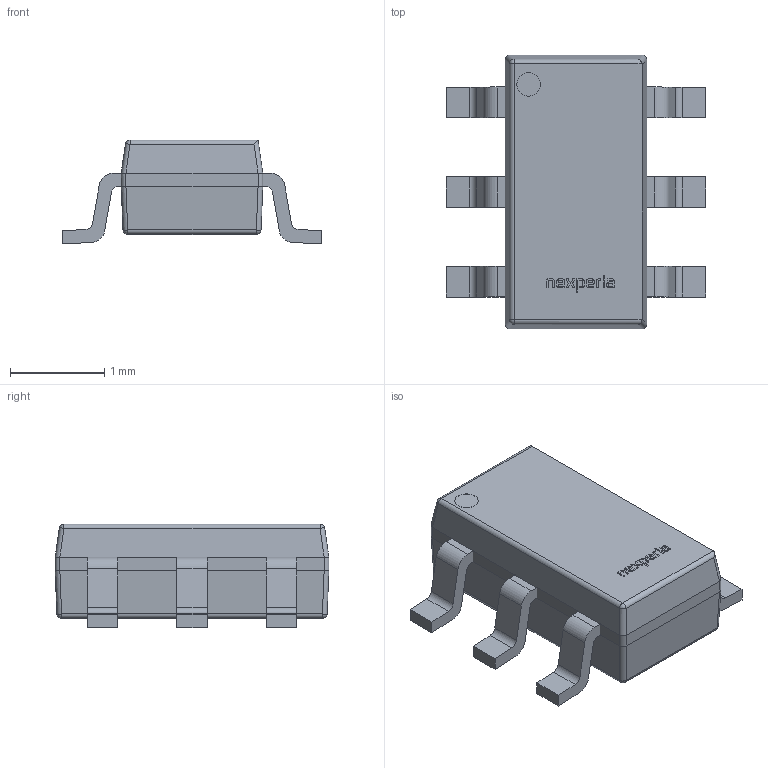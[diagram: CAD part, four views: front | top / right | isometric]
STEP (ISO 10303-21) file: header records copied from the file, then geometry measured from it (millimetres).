
FILE_DESCRIPTION(/* description */ (''),/* implementation_level */ '2;1');
FILE_NAME(/* name */ 'SOT23-6.stp',/* time_stamp */ '2020-01-07T23:00:14+02:00',/* author */ ('Khaled'),/* organization */ (''),/* preprocessor_version */ 'ST-DEVELOPER v17.2',/* originating_system */ 'Autodesk Inventor 2019',/* authorisation */ '');
FILE_SCHEMA (('AUTOMOTIVE_DESIGN { 1 0 10303 214 3 1 1 }'));
Length unit declared in the file: millimetre
Products named in the file (5): max_SOT23-5; IC_BODY; IC_LEG; circle; Nexperia
Assembly tree (9 placements, depth 2):
  max_SOT23-5
    IC_BODY
    IC_LEG  x6
    circle
    Nexperia
Bounding box: 2.75 x 2.9 x 1.1 mm (x, y, z)
Volume: 4.6 mm3; surface area: 24.1 mm2
Topology: 18 solids, 18 shells, 276 faces, 702 edges, 462 vertices
Faces by surface type: plane 164, cylinder 71, bspline 35, sphere 6
Full cylindrical faces by diameter (mm): 0.017 x1, 0.25 x1
Entity records: 6633 total; most frequent: CARTESIAN_POINT 1579, ORIENTED_EDGE 1044, DIRECTION 916, EDGE_CURVE 522, LINE 350, VECTOR 350, VERTEX_POINT 342, AXIS2_PLACEMENT_3D 283
